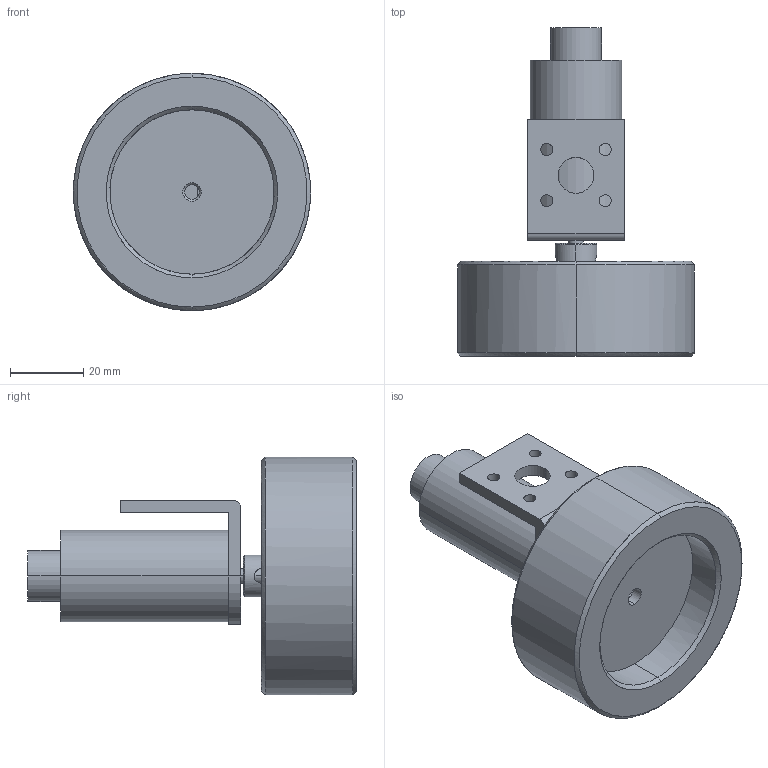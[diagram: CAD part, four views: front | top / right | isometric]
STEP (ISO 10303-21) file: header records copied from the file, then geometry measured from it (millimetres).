
FILE_DESCRIPTION (( 'STEP AP214' ), '1' );
FILE_NAME ('MotorAndAccessories.STEP', '2026-01-12T02:27:19', ( '' ), ( '' ), 'SwSTEP 2.0', 'SolidWorks 2025', '' );
FILE_SCHEMA (( 'AUTOMOTIVE_DESIGN' ));
Length unit declared in the file: millimetre
Products named in the file (5): MotorAndAccessories; MotorFootprint_1390RPM_25SG-370CA-EN; MountingHub4mmDto12mmHex; MotorMount; Reg_Wheel_65mm_12mmHex_Footprint
Assembly tree (4 placements, depth 2):
  MotorAndAccessories
    MotorMount
    MotorFootprint_1390RPM_25SG-370CA-EN
    MountingHub4mmDto12mmHex
    Reg_Wheel_65mm_12mmHex_Footprint
Bounding box: 64.95 x 90 x 65 mm (x, y, z)
Volume: 80125.5 mm3; surface area: 25358.8 mm2
Topology: 4 solids, 4 shells, 121 faces, 282 edges, 178 vertices
Faces by surface type: cylinder 49, plane 42, bspline 28, cone 2
Entity records: 8225 total; most frequent: CARTESIAN_POINT 5509, ORIENTED_EDGE 564, DIRECTION 476, EDGE_CURVE 282, AXIS2_PLACEMENT_3D 188, VERTEX_POINT 178, EDGE_LOOP 154, FACE_OUTER_BOUND 121
